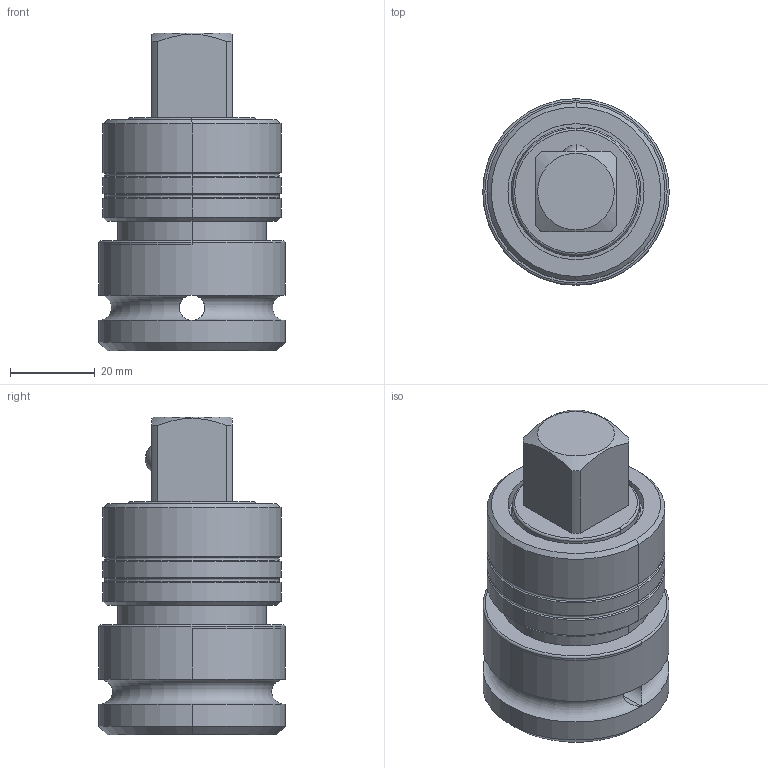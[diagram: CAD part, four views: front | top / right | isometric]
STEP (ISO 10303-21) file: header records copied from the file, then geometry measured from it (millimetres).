
FILE_DESCRIPTION((''),'2;1');
FILE_NAME('4027153610_ASM','2025-09-29T15:48:35',('a00541059'),(''),'CREO PARAMETRIC BY PTC INC, 2022414','CREO PARAMETRIC BY PTC INC, 2022414','');
FILE_SCHEMA(('CONFIG_CONTROL_DESIGN','GEOMETRIC_VALIDATION_PROPERTIES_MIM'));
Length unit declared in the file: millimetre
Products named in the file (8): 4027033563; 4027033562; 4027033561; 4027033557; 4027033558; 4027033560; 4027033559_AF0; 4027153610_ASM
Assembly tree (7 placements, depth 2):
  4027153610_ASM
    4027033563
    4027033562
    4027033561
    4027033557
    4027033558
    4027033560
    4027033559_AF0
Bounding box: 44 x 44 x 75 mm (x, y, z)
Volume: 65411 mm3; surface area: 25947.5 mm2
Topology: 7 solids, 7 shells, 160 faces, 361 edges, 211 vertices
Faces by surface type: cylinder 58, cone 36, plane 34, torus 28, sphere 2, bspline 2
Entity records: 9330 total; most frequent: CARTESIAN_POINT 4516, DIRECTION 834, ORIENTED_EDGE 706, AXIS2_PLACEMENT_3D 356, EDGE_CURVE 353, PRESENTATION_STYLE_ASSIGNMENT 231, STYLED_ITEM 231, CURVE_STYLE 223
